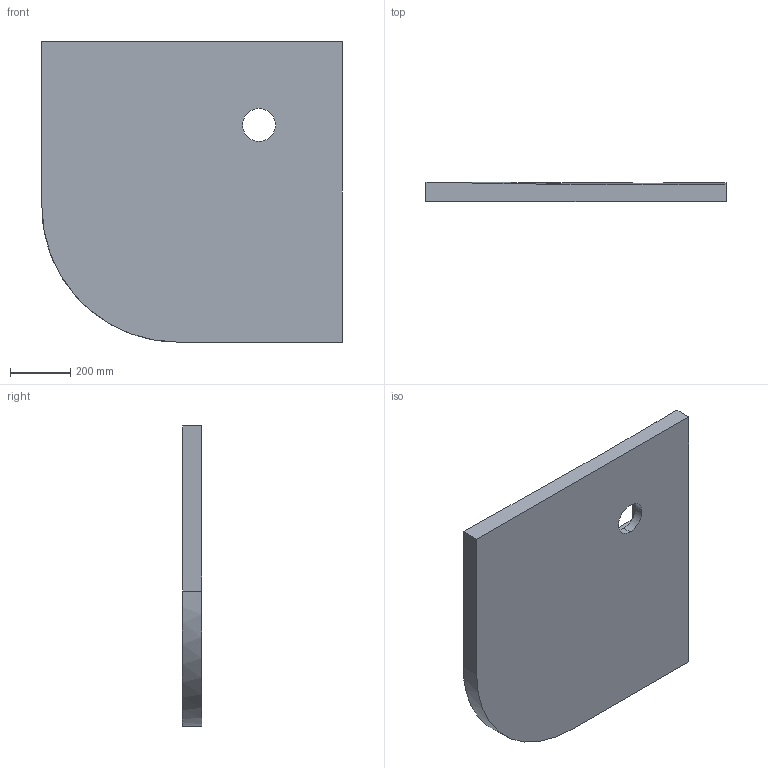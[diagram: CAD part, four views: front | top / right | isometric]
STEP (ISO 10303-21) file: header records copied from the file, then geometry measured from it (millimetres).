
FILE_DESCRIPTION (( 'STEP AP214' ), '1' );
FILE_NAME ('Duschtasse Freiform.STEP', '2013-02-14T08:26:23', ( 'Technik' ), ( 'Pantron Instruments GmbH' ), 'SwSTEP 2.0', 'SolidWorks 2012', '' );
FILE_SCHEMA (( 'AUTOMOTIVE_DESIGN' ));
Length unit declared in the file: millimetre
Products named in the file (1): Duschtasse Freiform
Bounding box: 1000 x 64.55 x 1000 mm (x, y, z)
Volume: 54314880.3 mm3; surface area: 2142896.7 mm2
Topology: 1 solids, 1 shells, 15 faces, 39 edges, 26 vertices
Faces by surface type: plane 10, cylinder 3, bspline 2
Entity records: 626 total; most frequent: CARTESIAN_POINT 249, ORIENTED_EDGE 78, DIRECTION 57, EDGE_CURVE 39, VERTEX_POINT 26, LINE 19, AXIS2_PLACEMENT_3D 19, VECTOR 19
